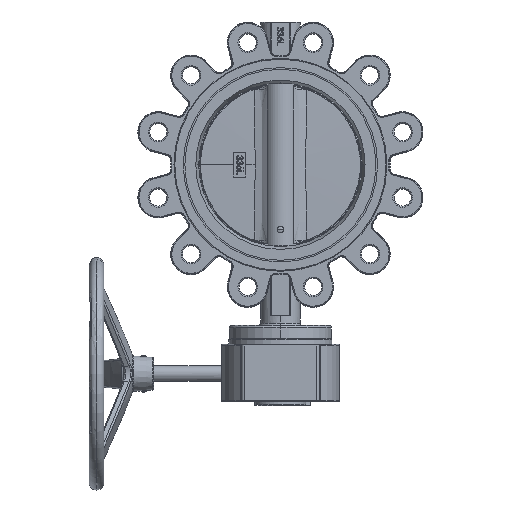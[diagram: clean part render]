
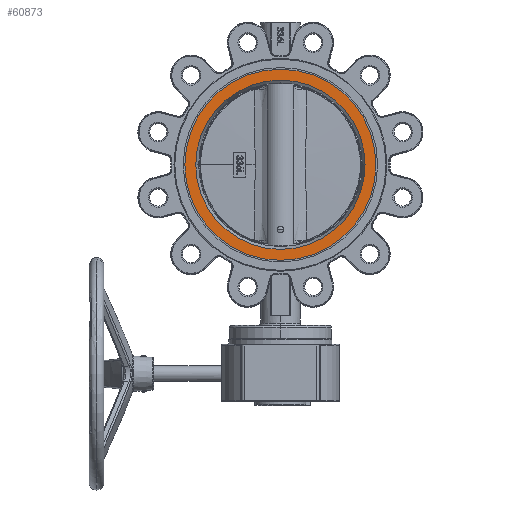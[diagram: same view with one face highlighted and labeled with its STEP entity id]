
A CAD part, top view. The second image highlights one B-rep face of the part: STEP entity #60873.
In plain terms, the highlighted planar face has unit normal (0, 0, 1).
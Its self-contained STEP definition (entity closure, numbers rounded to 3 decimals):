
#2328 = DIRECTION ( 'NONE',  ( 0., 0., 1. ) ) ;
#7634 = CARTESIAN_POINT ( 'NONE',  ( 0., 0., 32.05 ) ) ;
#10330 = DIRECTION ( 'NONE',  ( 1., 0., 0. ) ) ;
#10974 = DIRECTION ( 'NONE',  ( 0., 0., 1. ) ) ;
#11097 = AXIS2_PLACEMENT_3D ( 'NONE', #7634, #2328, #10330 ) ;
#12020 = VERTEX_POINT ( 'NONE', #55750 ) ;
#12600 = ORIENTED_EDGE ( 'NONE', *, *, #32114, .T. ) ;
#15567 = CIRCLE ( 'NONE', #11097, 103.726 ) ;
#17640 = DIRECTION ( 'NONE',  ( 1., 0., 0. ) ) ;
#20229 = VERTEX_POINT ( 'NONE', #24463 ) ;
#20852 = AXIS2_PLACEMENT_3D ( 'NONE', #47000, #63978, #31048 ) ;
#21489 = EDGE_CURVE ( 'NONE', #20229, #40228, #41814, .T. ) ;
#24463 = CARTESIAN_POINT ( 'NONE',  ( -117.1, 0., 32.05 ) ) ;
#24722 = ORIENTED_EDGE ( 'NONE', *, *, #21489, .T. ) ;
#28501 = AXIS2_PLACEMENT_3D ( 'NONE', #59465, #10974, #17640 ) ;
#29142 = ORIENTED_EDGE ( 'NONE', *, *, #58366, .F. ) ;
#29449 = DIRECTION ( 'NONE',  ( 1., 0., 0. ) ) ;
#29669 = CIRCLE ( 'NONE', #28501, 103.726 ) ;
#29789 = DIRECTION ( 'NONE',  ( 0., 0., 1. ) ) ;
#31048 = DIRECTION ( 'NONE',  ( -1., 0., 0. ) ) ;
#31498 = AXIS2_PLACEMENT_3D ( 'NONE', #44954, #49552, #45643 ) ;
#32114 = EDGE_CURVE ( 'NONE', #40228, #20229, #33761, .T. ) ;
#33761 = CIRCLE ( 'NONE', #31498, 117.1 ) ;
#33819 = EDGE_CURVE ( 'NONE', #12020, #38059, #15567, .T. ) ;
#35307 = ORIENTED_EDGE ( 'NONE', *, *, #33819, .F. ) ;
#38059 = VERTEX_POINT ( 'NONE', #43011 ) ;
#38881 = EDGE_LOOP ( 'NONE', ( #29142, #35307 ) ) ;
#40069 = CARTESIAN_POINT ( 'NONE',  ( 0., 0., 32.05 ) ) ;
#40228 = VERTEX_POINT ( 'NONE', #51492 ) ;
#41814 = CIRCLE ( 'NONE', #68959, 117.1 ) ;
#42386 = FACE_OUTER_BOUND ( 'NONE', #69437, .T. ) ;
#43011 = CARTESIAN_POINT ( 'NONE',  ( 103.726, 0., 32.05 ) ) ;
#44954 = CARTESIAN_POINT ( 'NONE',  ( 0., 0., 32.05 ) ) ;
#45643 = DIRECTION ( 'NONE',  ( 1., 0., 0. ) ) ;
#47000 = CARTESIAN_POINT ( 'NONE',  ( -103.726, 0., 32.05 ) ) ;
#47697 = FACE_BOUND ( 'NONE', #38881, .T. ) ;
#49552 = DIRECTION ( 'NONE',  ( 0., 0., 1. ) ) ;
#51492 = CARTESIAN_POINT ( 'NONE',  ( 117.1, 0., 32.05 ) ) ;
#55750 = CARTESIAN_POINT ( 'NONE',  ( -103.726, 0., 32.05 ) ) ;
#58366 = EDGE_CURVE ( 'NONE', #38059, #12020, #29669, .T. ) ;
#59465 = CARTESIAN_POINT ( 'NONE',  ( 0., 0., 32.05 ) ) ;
#60873 = ADVANCED_FACE ( 'NONE', ( #47697, #42386 ), #63296, .F. ) ;
#63296 = PLANE ( 'NONE',  #20852 ) ;
#63978 = DIRECTION ( 'NONE',  ( 0., 0., -1. ) ) ;
#68959 = AXIS2_PLACEMENT_3D ( 'NONE', #40069, #29789, #29449 ) ;
#69437 = EDGE_LOOP ( 'NONE', ( #12600, #24722 ) ) ;
